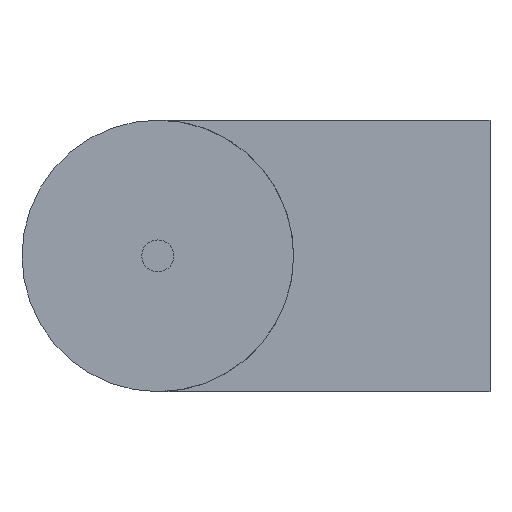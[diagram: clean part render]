
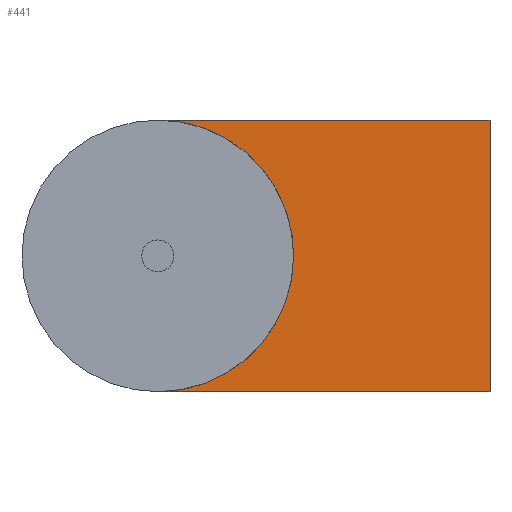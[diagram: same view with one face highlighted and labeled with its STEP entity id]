
A CAD part, left-side view. The second image highlights one B-rep face of the part: STEP entity #441.
In plain terms, the highlighted planar face has unit normal (-1, 0, 0).
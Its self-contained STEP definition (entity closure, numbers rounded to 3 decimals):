
#3 = DIRECTION ( 'NONE',  ( 0., 1., 0. ) ) ;
#14 = EDGE_CURVE ( 'NONE', #209, #230, #202, .T. ) ;
#29 = EDGE_CURVE ( 'NONE', #122, #393, #437, .T. ) ;
#43 = VECTOR ( 'NONE', #3, 1000. ) ;
#50 = CARTESIAN_POINT ( 'NONE',  ( 57.157, -35., 15. ) ) ;
#52 = DIRECTION ( 'NONE',  ( 0., 0., -1. ) ) ;
#59 = DIRECTION ( 'NONE',  ( 0., 0., -1. ) ) ;
#71 = CARTESIAN_POINT ( 'NONE',  ( 57.157, 0., -15. ) ) ;
#73 = CIRCLE ( 'NONE', #350, 15. ) ;
#76 = DIRECTION ( 'NONE',  ( -1., 0., 0. ) ) ;
#79 = ORIENTED_EDGE ( 'NONE', *, *, #205, .F. ) ;
#82 = CIRCLE ( 'NONE', #319, 15. ) ;
#89 = DIRECTION ( 'NONE',  ( 0., 0., -1. ) ) ;
#95 = DIRECTION ( 'NONE',  ( 0., -1., 0. ) ) ;
#98 = DIRECTION ( 'NONE',  ( 1., 0., 0. ) ) ;
#99 = CARTESIAN_POINT ( 'NONE',  ( 57.157, 0., 15. ) ) ;
#107 = DIRECTION ( 'NONE',  ( 1., 0., 0. ) ) ;
#112 = DIRECTION ( 'NONE',  ( 0., 0., -1. ) ) ;
#119 = VECTOR ( 'NONE', #95, 1000. ) ;
#120 = CARTESIAN_POINT ( 'NONE',  ( 57.157, 0.67, 14.985 ) ) ;
#122 = VERTEX_POINT ( 'NONE', #440 ) ;
#158 = VECTOR ( 'NONE', #52, 1000. ) ;
#178 = CARTESIAN_POINT ( 'NONE',  ( 57.157, 0., 0. ) ) ;
#190 = EDGE_LOOP ( 'NONE', ( #79, #288, #242, #197, #383, #328 ) ) ;
#195 = CIRCLE ( 'NONE', #426, 15. ) ;
#197 = ORIENTED_EDGE ( 'NONE', *, *, #388, .F. ) ;
#202 = LINE ( 'NONE', #276, #43 ) ;
#205 = EDGE_CURVE ( 'NONE', #387, #331, #82, .T. ) ;
#209 = VERTEX_POINT ( 'NONE', #278 ) ;
#226 = PLANE ( 'NONE',  #416 ) ;
#230 = VERTEX_POINT ( 'NONE', #71 ) ;
#237 = CARTESIAN_POINT ( 'NONE',  ( 57.157, 1.026, -14.965 ) ) ;
#242 = ORIENTED_EDGE ( 'NONE', *, *, #14, .F. ) ;
#261 = CARTESIAN_POINT ( 'NONE',  ( 57.157, 0., 0. ) ) ;
#264 = FACE_OUTER_BOUND ( 'NONE', #190, .T. ) ;
#276 = CARTESIAN_POINT ( 'NONE',  ( 57.157, -35., -15. ) ) ;
#278 = CARTESIAN_POINT ( 'NONE',  ( 57.157, -35., -15. ) ) ;
#286 = EDGE_CURVE ( 'NONE', #230, #387, #195, .T. ) ;
#288 = ORIENTED_EDGE ( 'NONE', *, *, #286, .F. ) ;
#319 = AXIS2_PLACEMENT_3D ( 'NONE', #386, #76, #353 ) ;
#328 = ORIENTED_EDGE ( 'NONE', *, *, #351, .F. ) ;
#331 = VERTEX_POINT ( 'NONE', #120 ) ;
#332 = CARTESIAN_POINT ( 'NONE',  ( 57.157, -35., 15. ) ) ;
#350 = AXIS2_PLACEMENT_3D ( 'NONE', #359, #98, #59 ) ;
#351 = EDGE_CURVE ( 'NONE', #331, #122, #73, .T. ) ;
#353 = DIRECTION ( 'NONE',  ( 0., 0., 1. ) ) ;
#359 = CARTESIAN_POINT ( 'NONE',  ( 57.157, 0., 0. ) ) ;
#383 = ORIENTED_EDGE ( 'NONE', *, *, #29, .F. ) ;
#386 = CARTESIAN_POINT ( 'NONE',  ( 57.157, 1.696, 0.02 ) ) ;
#387 = VERTEX_POINT ( 'NONE', #237 ) ;
#388 = EDGE_CURVE ( 'NONE', #393, #209, #399, .T. ) ;
#393 = VERTEX_POINT ( 'NONE', #50 ) ;
#394 = DIRECTION ( 'NONE',  ( 1., 0., 0. ) ) ;
#399 = LINE ( 'NONE', #332, #158 ) ;
#416 = AXIS2_PLACEMENT_3D ( 'NONE', #261, #394, #89 ) ;
#426 = AXIS2_PLACEMENT_3D ( 'NONE', #178, #107, #112 ) ;
#437 = LINE ( 'NONE', #99, #119 ) ;
#440 = CARTESIAN_POINT ( 'NONE',  ( 57.157, 0., 15. ) ) ;
#441 = ADVANCED_FACE ( 'NONE', ( #264 ), #226, .F. ) ;
